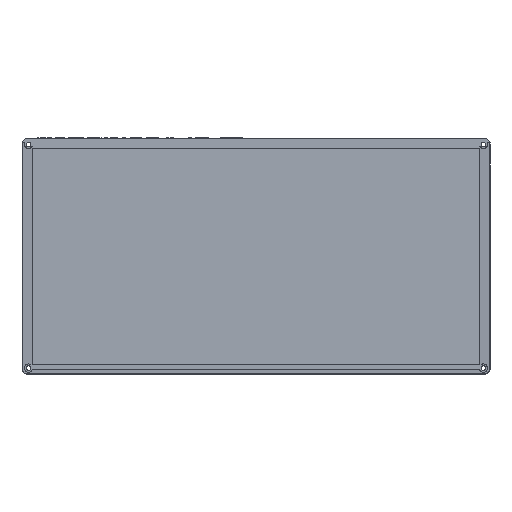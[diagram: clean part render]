
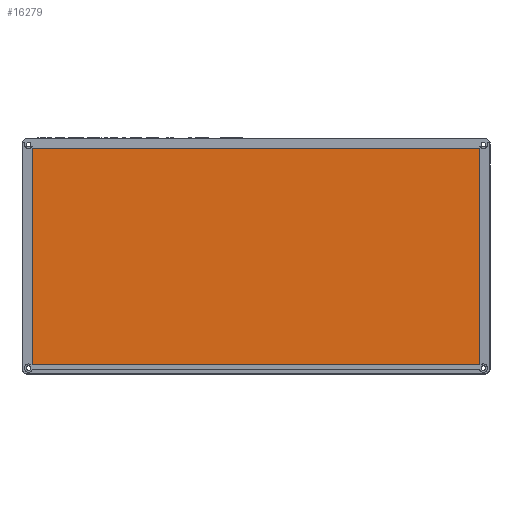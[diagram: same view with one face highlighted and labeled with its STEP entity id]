
A CAD part, top view. The second image highlights one B-rep face of the part: STEP entity #16279.
In plain terms, the highlighted planar face has unit normal (0, 0, 1).
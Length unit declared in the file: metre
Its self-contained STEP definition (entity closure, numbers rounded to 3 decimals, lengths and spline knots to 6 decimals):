
#885=ORIENTED_EDGE('',*,*,#5719,.F.);
#886=ORIENTED_EDGE('',*,*,#5717,.T.);
#887=ORIENTED_EDGE('',*,*,#5679,.T.);
#888=ORIENTED_EDGE('',*,*,#5727,.F.);
#5679=EDGE_CURVE('',#8116,#8118,#9614,.T.);
#5717=EDGE_CURVE('',#8150,#8116,#9635,.T.);
#5719=EDGE_CURVE('',#8150,#8151,#9637,.T.);
#5727=EDGE_CURVE('',#8151,#8118,#9645,.T.);
#8116=VERTEX_POINT('',#22901);
#8118=VERTEX_POINT('',#22905);
#8150=VERTEX_POINT('',#22984);
#8151=VERTEX_POINT('',#22990);
#9614=LINE('',#22906,#11766);
#9635=LINE('',#22986,#11787);
#9637=LINE('',#22989,#11789);
#9645=LINE('',#23003,#11797);
#11766=VECTOR('',#18407,1.);
#11787=VECTOR('',#18466,1.);
#11789=VECTOR('',#18470,1.);
#11797=VECTOR('',#18480,1.);
#13754=EDGE_LOOP('',(#885,#886,#887,#888));
#14676=FACE_BOUND('',#13754,.T.);
#15554=PLANE('',#17243);
#16279=ADVANCED_FACE('',(#14676),#15554,.T.);
#17243=AXIS2_PLACEMENT_3D('',#23028,#18509,#18510);
#18407=DIRECTION('',(1.,0.,0.));
#18466=DIRECTION('',(0.,-1.,0.));
#18470=DIRECTION('',(1.,0.,0.));
#18480=DIRECTION('',(0.,-1.,0.));
#18509=DIRECTION('',(0.,0.,1.));
#18510=DIRECTION('',(1.,0.,0.));
#22901=CARTESIAN_POINT('',(-0.16285,-0.07865,0.003));
#22905=CARTESIAN_POINT('',(0.16285,-0.07865,0.003));
#22906=CARTESIAN_POINT('',(0.,-0.07865,0.003));
#22984=CARTESIAN_POINT('',(-0.16285,0.07865,0.003));
#22986=CARTESIAN_POINT('',(-0.16285,0.,0.003));
#22989=CARTESIAN_POINT('',(0.,0.07865,0.003));
#22990=CARTESIAN_POINT('',(0.16285,0.07865,0.003));
#23003=CARTESIAN_POINT('',(0.16285,0.,0.003));
#23028=CARTESIAN_POINT('',(0.,0.,0.003));
